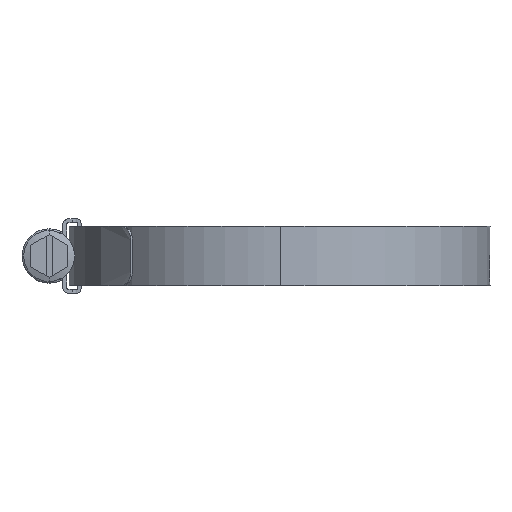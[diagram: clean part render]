
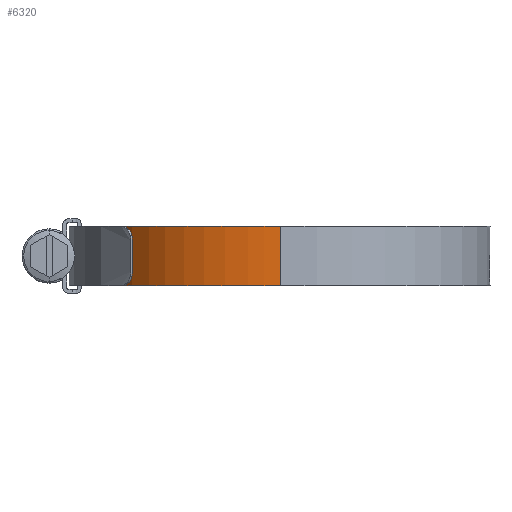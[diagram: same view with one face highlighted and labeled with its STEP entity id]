
A CAD part, left-side view. The second image highlights one B-rep face of the part: STEP entity #6320.
In plain terms, the highlighted free-form (B-spline) face has degree [3, 1] with [16, 2] control points.
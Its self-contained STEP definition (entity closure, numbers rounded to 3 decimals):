
#53 = VECTOR ( 'NONE', #1553, 1000. ) ;
#157 = VERTEX_POINT ( 'NONE', #8402 ) ;
#179 = CARTESIAN_POINT ( 'NONE',  ( -45.03, 0., -6.35 ) ) ;
#243 = ORIENTED_EDGE ( 'NONE', *, *, #512, .T. ) ;
#277 = CARTESIAN_POINT ( 'NONE',  ( -5.363, 44.035, 6.35 ) ) ;
#512 = EDGE_CURVE ( 'NONE', #6137, #157, #4841, .T. ) ;
#745 = CARTESIAN_POINT ( 'NONE',  ( -17.219, 40.551, -6.35 ) ) ;
#829 = CARTESIAN_POINT ( 'NONE',  ( -31.624, 32.456, -6.35 ) ) ;
#838 = CARTESIAN_POINT ( 'NONE',  ( -6.596, 43.754, -6.35 ) ) ;
#863 = CARTESIAN_POINT ( 'NONE',  ( -45.03, 5.887, -6.35 ) ) ;
#882 = CARTESIAN_POINT ( 'NONE',  ( -10.587, 42.744, 6.35 ) ) ;
#924 = CARTESIAN_POINT ( 'NONE',  ( -5.363, 44.035, -6.35 ) ) ;
#967 = CARTESIAN_POINT ( 'NONE',  ( -40.847, 20.834, 6.35 ) ) ;
#1121 = B_SPLINE_CURVE_WITH_KNOTS ( 'NONE', 3,
 ( #4304, #4908, #5609, #8246, #6998, #5733, #3652, #8376, #6378, #3695, #6295, #3007, #2315, #5561, #8329, #3606 ),
 .UNSPECIFIED., .F., .F.,
 ( 4, 2, 1, 1, 2, 2, 2, 2, 4 ),
 ( 0., 0.016, 0.031, 0.063, 0.125, 0.25, 0.5, 0.75, 1. ),
 .UNSPECIFIED. ) ;
#1553 = DIRECTION ( 'NONE',  ( 0., 0., -1. ) ) ;
#1567 = CARTESIAN_POINT ( 'NONE',  ( -4.951, 44.124, 6.35 ) ) ;
#1613 = CARTESIAN_POINT ( 'NONE',  ( -31.624, 32.456, -6.35 ) ) ;
#1985 = EDGE_CURVE ( 'NONE', #6137, #2999, #1121, .T. ) ;
#2006 = EDGE_LOOP ( 'NONE', ( #3604, #8036, #4692, #243 ) ) ;
#2037 = CARTESIAN_POINT ( 'NONE',  ( -27.438, 35.578, -6.35 ) ) ;
#2134 = CARTESIAN_POINT ( 'NONE',  ( -27.438, 35.578, 6.35 ) ) ;
#2214 = CARTESIAN_POINT ( 'NONE',  ( -10.587, 42.744, -6.35 ) ) ;
#2315 = CARTESIAN_POINT ( 'NONE',  ( -40.847, 20.834, 6.35 ) ) ;
#2450 = EDGE_CURVE ( 'NONE', #157, #8474, #6279, .T. ) ;
#2740 = CARTESIAN_POINT ( 'NONE',  ( -44.196, 11.235, 6.35 ) ) ;
#2784 = CARTESIAN_POINT ( 'NONE',  ( -31.624, 32.456, 6.35 ) ) ;
#2825 = CARTESIAN_POINT ( 'NONE',  ( -44.196, 11.235, -6.35 ) ) ;
#2999 = VERTEX_POINT ( 'NONE', #5896 ) ;
#3007 = CARTESIAN_POINT ( 'NONE',  ( -38.329, 25.084, 6.35 ) ) ;
#3342 = CARTESIAN_POINT ( 'NONE',  ( -4.951, 44.124, 6.35 ) ) ;
#3429 = FACE_OUTER_BOUND ( 'NONE', #2006, .T. ) ;
#3468 = CARTESIAN_POINT ( 'NONE',  ( -17.219, 40.551, -6.35 ) ) ;
#3513 = CARTESIAN_POINT ( 'NONE',  ( -45.03, 5.887, -6.35 ) ) ;
#3541 = CARTESIAN_POINT ( 'NONE',  ( -10.587, 42.744, -6.35 ) ) ;
#3553 = CARTESIAN_POINT ( 'NONE',  ( -12.849, 42.048, -6.35 ) ) ;
#3604 = ORIENTED_EDGE ( 'NONE', *, *, #2450, .T. ) ;
#3606 = CARTESIAN_POINT ( 'NONE',  ( -45.03, 0., 6.35 ) ) ;
#3652 = CARTESIAN_POINT ( 'NONE',  ( -12.849, 42.048, 6.35 ) ) ;
#3695 = CARTESIAN_POINT ( 'NONE',  ( -27.438, 35.578, 6.35 ) ) ;
#3931 = B_SPLINE_SURFACE_WITH_KNOTS ( 'NONE', 3, 1, ( 
 ( #1567, #5505 ),
 ( #277, #924 ),
 ( #8019, #8104 ),
 ( #4076, #838 ),
 ( #7452, #8143 ),
 ( #882, #2214 ),
 ( #6771, #3553 ),
 ( #8062, #3468 ),
 ( #5547, #8183 ),
 ( #2134, #6117 ),
 ( #2784, #1613 ),
 ( #6903, #4248 ),
 ( #967, #7410 ),
 ( #2740, #2825 ),
 ( #7371, #3513 ),
 ( #4771, #4206 ) ),
 .UNSPECIFIED., .F., .F., .F.,
 ( 4, 2, 1, 1, 2, 2, 2, 2, 4 ),
 ( 2, 2 ),
 ( 0., 0.016, 0.031, 0.063, 0.125, 0.25, 0.5, 0.75, 1. ),
 ( 0., 1. ),
 .UNSPECIFIED. ) ;
#4017 = CARTESIAN_POINT ( 'NONE',  ( -7.813, 43.465, -6.35 ) ) ;
#4076 = CARTESIAN_POINT ( 'NONE',  ( -6.596, 43.754, 6.35 ) ) ;
#4206 = CARTESIAN_POINT ( 'NONE',  ( -45.03, 0., -6.35 ) ) ;
#4248 = CARTESIAN_POINT ( 'NONE',  ( -38.329, 25.084, -6.35 ) ) ;
#4304 = CARTESIAN_POINT ( 'NONE',  ( -4.951, 44.124, 6.35 ) ) ;
#4692 = ORIENTED_EDGE ( 'NONE', *, *, #1985, .F. ) ;
#4712 = CARTESIAN_POINT ( 'NONE',  ( -19.928, 39.413, -6.35 ) ) ;
#4758 = CARTESIAN_POINT ( 'NONE',  ( -6.596, 43.754, -6.35 ) ) ;
#4771 = CARTESIAN_POINT ( 'NONE',  ( -45.03, 0., 6.35 ) ) ;
#4841 = LINE ( 'NONE', #4884, #53 ) ;
#4884 = CARTESIAN_POINT ( 'NONE',  ( -4.951, 44.124, 6.35 ) ) ;
#4908 = CARTESIAN_POINT ( 'NONE',  ( -5.363, 44.035, 6.35 ) ) ;
#5327 = CARTESIAN_POINT ( 'NONE',  ( -5.363, 44.035, -6.35 ) ) ;
#5368 = CARTESIAN_POINT ( 'NONE',  ( -40.847, 20.834, -6.35 ) ) ;
#5443 = VECTOR ( 'NONE', #6848, 1000. ) ;
#5454 = CARTESIAN_POINT ( 'NONE',  ( -38.329, 25.084, -6.35 ) ) ;
#5505 = CARTESIAN_POINT ( 'NONE',  ( -4.951, 44.124, -6.35 ) ) ;
#5547 = CARTESIAN_POINT ( 'NONE',  ( -19.928, 39.413, 6.35 ) ) ;
#5561 = CARTESIAN_POINT ( 'NONE',  ( -44.196, 11.235, 6.35 ) ) ;
#5609 = CARTESIAN_POINT ( 'NONE',  ( -5.778, 43.942, 6.35 ) ) ;
#5624 = LINE ( 'NONE', #7442, #5443 ) ;
#5733 = CARTESIAN_POINT ( 'NONE',  ( -10.587, 42.744, 6.35 ) ) ;
#5896 = CARTESIAN_POINT ( 'NONE',  ( -45.03, 0., 6.35 ) ) ;
#6117 = CARTESIAN_POINT ( 'NONE',  ( -27.438, 35.578, -6.35 ) ) ;
#6137 = VERTEX_POINT ( 'NONE', #3342 ) ;
#6279 = B_SPLINE_CURVE_WITH_KNOTS ( 'NONE', 3,
 ( #6671, #5327, #8046, #4758, #4017, #3541, #6847, #745, #4712, #2037, #829, #5454, #5368, #6716, #863, #179 ),
 .UNSPECIFIED., .F., .F.,
 ( 4, 2, 1, 1, 2, 2, 2, 2, 4 ),
 ( 0., 0.016, 0.031, 0.063, 0.125, 0.25, 0.5, 0.75, 1. ),
 .UNSPECIFIED. ) ;
#6295 = CARTESIAN_POINT ( 'NONE',  ( -31.624, 32.456, 6.35 ) ) ;
#6320 = ADVANCED_FACE ( 'NONE', ( #3429 ), #3931, .F. ) ;
#6378 = CARTESIAN_POINT ( 'NONE',  ( -19.928, 39.413, 6.35 ) ) ;
#6671 = CARTESIAN_POINT ( 'NONE',  ( -4.951, 44.124, -6.35 ) ) ;
#6716 = CARTESIAN_POINT ( 'NONE',  ( -44.196, 11.235, -6.35 ) ) ;
#6771 = CARTESIAN_POINT ( 'NONE',  ( -12.849, 42.048, 6.35 ) ) ;
#6847 = CARTESIAN_POINT ( 'NONE',  ( -12.849, 42.048, -6.35 ) ) ;
#6848 = DIRECTION ( 'NONE',  ( 0., 0., -1. ) ) ;
#6903 = CARTESIAN_POINT ( 'NONE',  ( -38.329, 25.084, 6.35 ) ) ;
#6998 = CARTESIAN_POINT ( 'NONE',  ( -7.813, 43.465, 6.35 ) ) ;
#7371 = CARTESIAN_POINT ( 'NONE',  ( -45.03, 5.887, 6.35 ) ) ;
#7410 = CARTESIAN_POINT ( 'NONE',  ( -40.847, 20.834, -6.35 ) ) ;
#7442 = CARTESIAN_POINT ( 'NONE',  ( -45.03, 0., 6.35 ) ) ;
#7452 = CARTESIAN_POINT ( 'NONE',  ( -7.813, 43.465, 6.35 ) ) ;
#7572 = CARTESIAN_POINT ( 'NONE',  ( -45.03, 0., -6.35 ) ) ;
#8019 = CARTESIAN_POINT ( 'NONE',  ( -5.778, 43.942, 6.35 ) ) ;
#8036 = ORIENTED_EDGE ( 'NONE', *, *, #8431, .F. ) ;
#8046 = CARTESIAN_POINT ( 'NONE',  ( -5.778, 43.942, -6.35 ) ) ;
#8062 = CARTESIAN_POINT ( 'NONE',  ( -17.219, 40.551, 6.35 ) ) ;
#8104 = CARTESIAN_POINT ( 'NONE',  ( -5.778, 43.942, -6.35 ) ) ;
#8143 = CARTESIAN_POINT ( 'NONE',  ( -7.813, 43.465, -6.35 ) ) ;
#8183 = CARTESIAN_POINT ( 'NONE',  ( -19.928, 39.413, -6.35 ) ) ;
#8246 = CARTESIAN_POINT ( 'NONE',  ( -6.596, 43.754, 6.35 ) ) ;
#8329 = CARTESIAN_POINT ( 'NONE',  ( -45.03, 5.887, 6.35 ) ) ;
#8376 = CARTESIAN_POINT ( 'NONE',  ( -17.219, 40.551, 6.35 ) ) ;
#8402 = CARTESIAN_POINT ( 'NONE',  ( -4.951, 44.124, -6.35 ) ) ;
#8431 = EDGE_CURVE ( 'NONE', #2999, #8474, #5624, .T. ) ;
#8474 = VERTEX_POINT ( 'NONE', #7572 ) ;
